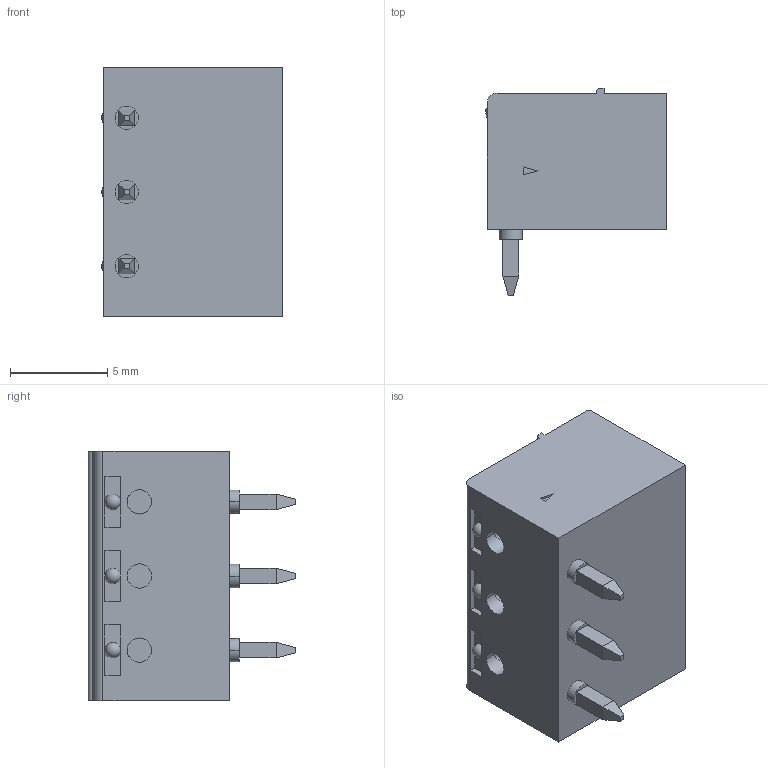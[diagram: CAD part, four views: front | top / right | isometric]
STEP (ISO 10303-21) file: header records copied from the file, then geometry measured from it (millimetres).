
FILE_DESCRIPTION(('STEP AP242'),'1');
FILE_NAME('1803280.stp','2021-12-14T12:45:38',('TraceParts'),('TraceParts S.A.'),'Spatial InterOp 3D',' ',' ');
FILE_SCHEMA(('AP242_MANAGED_MODEL_BASED_3D_ENGINEERING_MIM_LF {1 0 10303 442 1 1 4}'));
Length unit declared in the file: millimetre
Products named in the file (1): 1803280
Bounding box: 9.3 x 10.65 x 12.82 mm (x, y, z)
Volume: 496.7 mm3; surface area: 1125.9 mm2
Topology: 1 solids, 1 shells, 281 faces, 687 edges, 435 vertices
Faces by surface type: plane 202, cylinder 70, cone 6, sphere 3
Entity records: 12459 total; most frequent: CARTESIAN_POINT 3522, DIRECTION 1367, ORIENTED_EDGE 1362, EDGE_CURVE 681, LINE 523, VECTOR 523, VERTEX_POINT 435, AXIS2_PLACEMENT_3D 422
